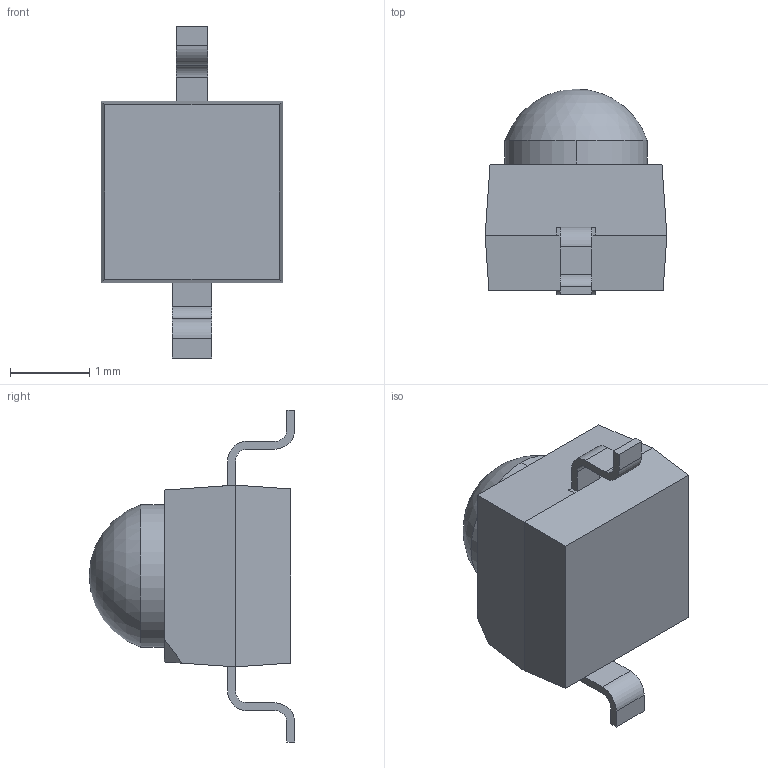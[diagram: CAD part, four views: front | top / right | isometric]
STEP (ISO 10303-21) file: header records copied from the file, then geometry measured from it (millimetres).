
FILE_DESCRIPTION (( 'STEP AP214' ), '1' );
FILE_NAME ('smd_led_VLDx1535G.STEP', '2018-02-17T23:09:14', ( 'thomas' ), ( '' ), 'SwSTEP 2.0', 'SolidWorks 2017', '' );
FILE_SCHEMA (( 'AUTOMOTIVE_DESIGN' ));
Length unit declared in the file: millimetre
Products named in the file (1): smd_led_VLDx1535G
Bounding box: 2.3 x 2.6 x 4.2 mm (x, y, z)
Volume: 9.9 mm3; surface area: 30.3 mm2
Topology: 1 solids, 1 shells, 44 faces, 116 edges, 74 vertices
Faces by surface type: plane 33, cylinder 10, sphere 1
Entity records: 1681 total; most frequent: CARTESIAN_POINT 230, ORIENTED_EDGE 226, DIRECTION 223, EDGE_CURVE 113, VECTOR 93, LINE 93, VERTEX_POINT 72, AXIS2_PLACEMENT_3D 65
